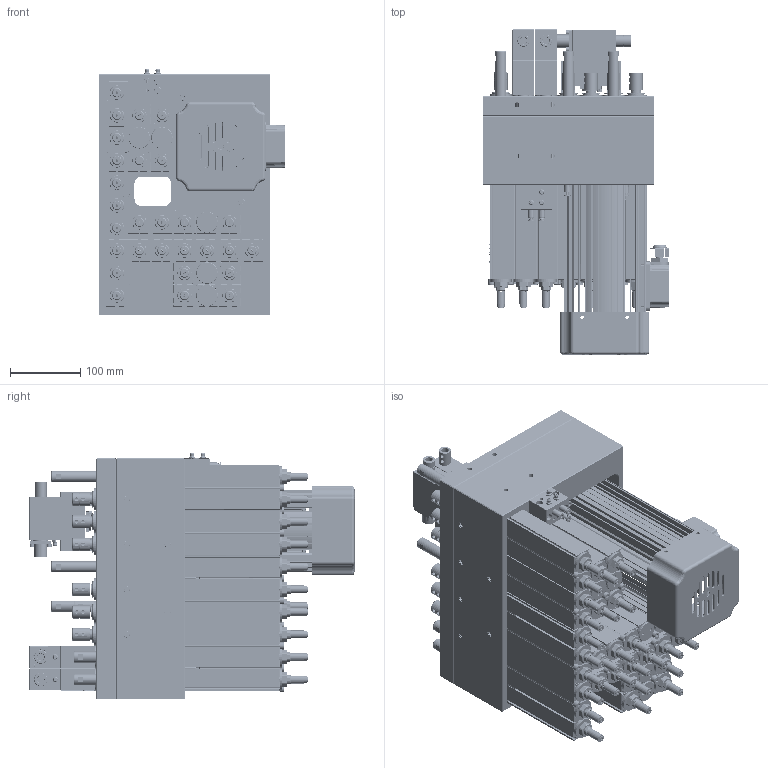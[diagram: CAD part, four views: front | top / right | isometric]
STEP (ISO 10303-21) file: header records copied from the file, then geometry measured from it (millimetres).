
FILE_DESCRIPTION (( 'STEP AP214' ), '1' );
FILE_NAME ('PZ9H10A-0001.STEP', '2024-07-03T08:10:05', ( 'Sysceo.com' ), ( '' ), 'SwSTEP 2.0', 'SolidWorks 2018', '' );
FILE_SCHEMA (( 'AUTOMOTIVE_DESIGN' ));
Length unit declared in the file: millimetre
Products named in the file (2): PZ9H10A-0001
Bounding box: 265.4 x 461.5 x 350 mm (x, y, z)
Surface area: 1763044.2 mm2 (no closed solid volume)
Topology: 0 solids, 447 shells, 4236 faces, 21164 edges, 17022 vertices
Faces by surface type: cylinder 1822, plane 1689, cone 527, torus 149, bspline 49
Entity records: 289638 total; most frequent: CARTESIAN_POINT 82948, DIRECTION 31259, ORIENTED_EDGE 29074, EDGE_CURVE 21108, VERTEX_POINT 16966, VECTOR 11985, LINE 11985, AXIS2_PLACEMENT_3D 9637
